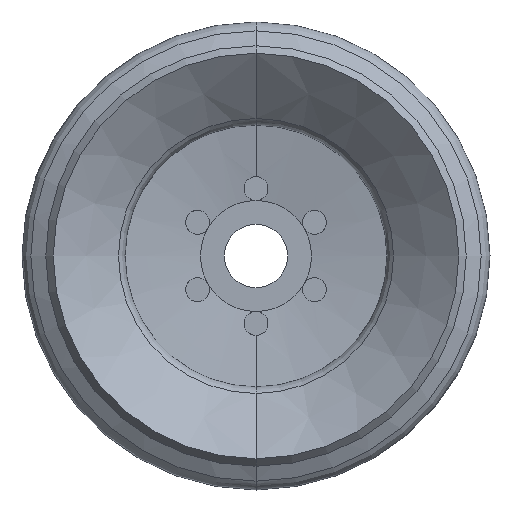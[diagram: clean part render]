
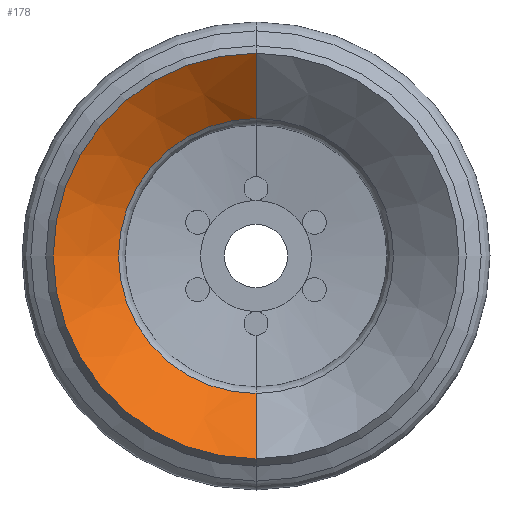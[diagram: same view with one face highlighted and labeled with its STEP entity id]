
A CAD part, front view. The second image highlights one B-rep face of the part: STEP entity #178.
In plain terms, the highlighted conical face has half-angle 51.03 degrees and reference radius 17.335 mm.
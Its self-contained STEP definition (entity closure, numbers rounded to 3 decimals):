
#178=ADVANCED_FACE('',(#434),#435,.F.);
#434=FACE_OUTER_BOUND('',#772,.T.);
#435=CONICAL_SURFACE('',#773,17.335,0.891);
#772=EDGE_LOOP('',(#4743,#4744,#4745,#4746));
#773=AXIS2_PLACEMENT_3D('',#4747,#4748,#4749);
#4743=ORIENTED_EDGE('',*,*,#5441,.T.);
#4744=ORIENTED_EDGE('',*,*,#5527,.T.);
#4745=ORIENTED_EDGE('',*,*,#5528,.F.);
#4746=ORIENTED_EDGE('',*,*,#5529,.F.);
#4747=CARTESIAN_POINT('',(0.0,-27.349,0.0));
#4748=DIRECTION('',(0.0,-1.0,-0.0));
#4749=DIRECTION('',(0.0,0.0,-1.0));
#5441=EDGE_CURVE('',#5820,#5824,#5826,.T.);
#5527=EDGE_CURVE('',#5824,#5959,#5965,.T.);
#5528=EDGE_CURVE('',#5960,#5959,#5966,.T.);
#5529=EDGE_CURVE('',#5820,#5960,#5967,.T.);
#5820=VERTEX_POINT('',#6349);
#5824=VERTEX_POINT('',#6353);
#5826=CIRCLE('',#6355,17.335);
#5959=VERTEX_POINT('',#7047);
#5960=VERTEX_POINT('',#7048);
#5965=LINE('',#7055,#7056);
#5966=CIRCLE('',#7057,25.557);
#5967=LINE('',#7058,#7059);
#6349=CARTESIAN_POINT('',(0.,-27.349,-17.335));
#6353=CARTESIAN_POINT('',(0.0,-27.349,17.335));
#6355=AXIS2_PLACEMENT_3D('',#8718,#8719,#8720);
#7047=CARTESIAN_POINT('',(0.,-34.0,25.557));
#7048=CARTESIAN_POINT('',(0.0,-34.0,-25.557));
#7055=CARTESIAN_POINT('',(0.,-27.349,17.335));
#7056=VECTOR('',#8816,1000.0);
#7057=AXIS2_PLACEMENT_3D('',#8817,#8818,#8819);
#7058=CARTESIAN_POINT('',(0.0,-27.349,-17.335));
#7059=VECTOR('',#8820,1000.0);
#8718=CARTESIAN_POINT('',(0.0,-27.349,0.0));
#8719=DIRECTION('',(0.0,1.0,0.0));
#8720=DIRECTION('',(0.0,0.0,1.0));
#8816=DIRECTION('',(0.,-0.629,0.777));
#8817=CARTESIAN_POINT('',(0.0,-34.0,0.0));
#8818=DIRECTION('',(0.0,1.0,0.0));
#8819=DIRECTION('',(0.0,0.0,1.0));
#8820=DIRECTION('',(0.0,-0.629,-0.777));
